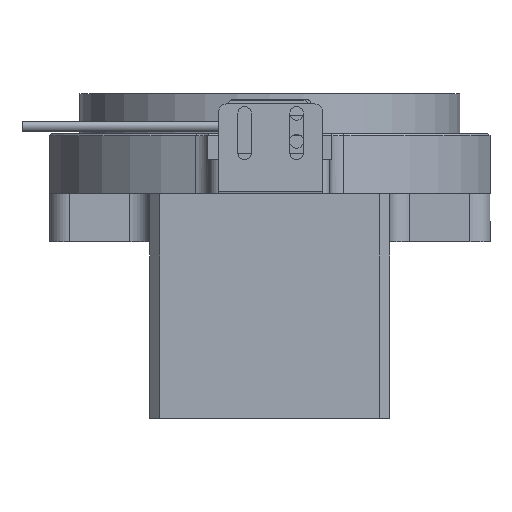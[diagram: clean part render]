
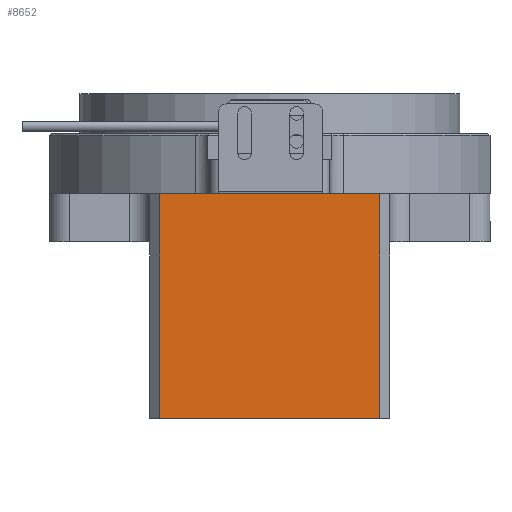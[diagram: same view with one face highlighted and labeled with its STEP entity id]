
A CAD part, front view. The second image highlights one B-rep face of the part: STEP entity #8652.
In plain terms, the highlighted planar face has unit normal (0, -1, 0).
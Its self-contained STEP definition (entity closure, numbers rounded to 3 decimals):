
#4 = VERTEX_POINT ( 'NONE', #3238 ) ;
#63 = EDGE_CURVE ( 'NONE', #4, #8117, #8928, .T. ) ;
#252 = DIRECTION ( 'NONE',  ( 0., 1., 0. ) ) ;
#566 = DIRECTION ( 'NONE',  ( 0., 0., -1. ) ) ;
#728 = VERTEX_POINT ( 'NONE', #1863 ) ;
#1114 = VECTOR ( 'NONE', #566, 1000. ) ;
#1283 = LINE ( 'NONE', #7656, #1519 ) ;
#1519 = VECTOR ( 'NONE', #6955, 1000. ) ;
#1729 = ORIENTED_EDGE ( 'NONE', *, *, #4515, .F. ) ;
#1863 = CARTESIAN_POINT ( 'NONE',  ( 27.5, -84., -44. ) ) ;
#2116 = LINE ( 'NONE', #7527, #1114 ) ;
#2250 = DIRECTION ( 'NONE',  ( -1., 0., 0. ) ) ;
#2484 = ORIENTED_EDGE ( 'NONE', *, *, #4293, .F. ) ;
#2555 = LINE ( 'NONE', #3206, #3002 ) ;
#2595 = CARTESIAN_POINT ( 'NONE',  ( -27.5, -84., 37. ) ) ;
#2658 = VERTEX_POINT ( 'NONE', #5911 ) ;
#3002 = VECTOR ( 'NONE', #8149, 1000. ) ;
#3090 = CARTESIAN_POINT ( 'NONE',  ( -27.5, -84., 37. ) ) ;
#3206 = CARTESIAN_POINT ( 'NONE',  ( 27.5, -84., -44. ) ) ;
#3238 = CARTESIAN_POINT ( 'NONE',  ( -27.5, -84., 12. ) ) ;
#3378 = DIRECTION ( 'NONE',  ( 0., 0., -1. ) ) ;
#3510 = CARTESIAN_POINT ( 'NONE',  ( -27.5, -84., -44. ) ) ;
#3612 = ORIENTED_EDGE ( 'NONE', *, *, #5298, .F. ) ;
#3974 = ORIENTED_EDGE ( 'NONE', *, *, #63, .T. ) ;
#4293 = EDGE_CURVE ( 'NONE', #4, #2658, #1283, .T. ) ;
#4515 = EDGE_CURVE ( 'NONE', #728, #8117, #2555, .T. ) ;
#4951 = VECTOR ( 'NONE', #3378, 1000. ) ;
#5133 = PLANE ( 'NONE',  #9023 ) ;
#5298 = EDGE_CURVE ( 'NONE', #2658, #728, #2116, .T. ) ;
#5911 = CARTESIAN_POINT ( 'NONE',  ( 27.5, -84., 12. ) ) ;
#5962 = FACE_OUTER_BOUND ( 'NONE', #6052, .T. ) ;
#6052 = EDGE_LOOP ( 'NONE', ( #2484, #3974, #1729, #3612 ) ) ;
#6955 = DIRECTION ( 'NONE',  ( 1., 0., 0. ) ) ;
#7527 = CARTESIAN_POINT ( 'NONE',  ( 27.5, -84., 37. ) ) ;
#7656 = CARTESIAN_POINT ( 'NONE',  ( -27.5, -84., 12. ) ) ;
#8117 = VERTEX_POINT ( 'NONE', #3510 ) ;
#8149 = DIRECTION ( 'NONE',  ( -1., 0., 0. ) ) ;
#8652 = ADVANCED_FACE ( 'NONE', ( #5962 ), #5133, .F. ) ;
#8928 = LINE ( 'NONE', #2595, #4951 ) ;
#9023 = AXIS2_PLACEMENT_3D ( 'NONE', #3090, #252, #2250 ) ;
